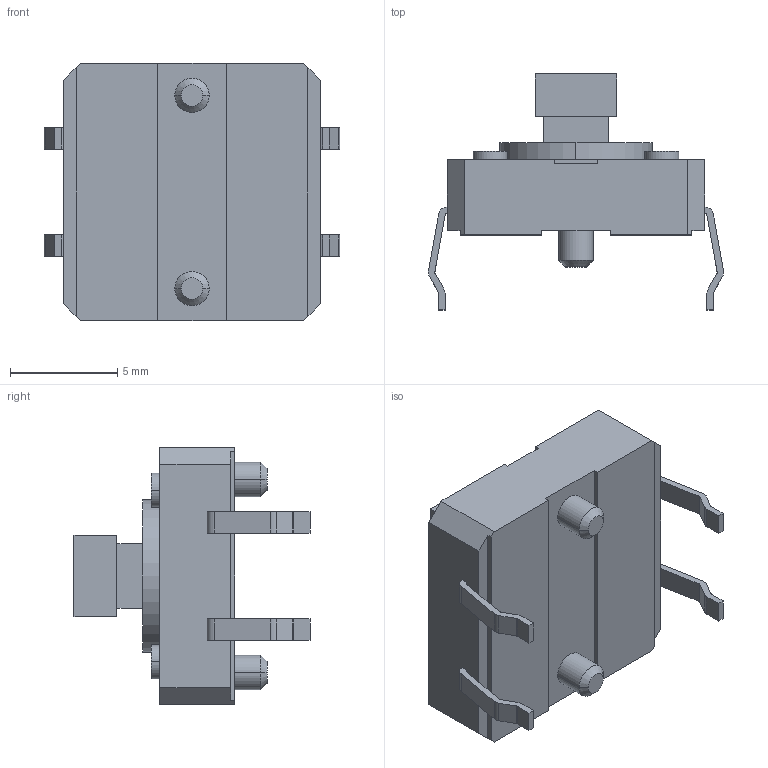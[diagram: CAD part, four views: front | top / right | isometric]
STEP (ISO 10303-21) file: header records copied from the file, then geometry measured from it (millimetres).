
FILE_DESCRIPTION (( 'STEP AP214' ), '1' );
FILE_NAME ('B3F-4055.STEP', '2021-11-05T03:16:06', ( '' ), ( '' ), 'SwSTEP 2.0', 'SolidWorks 2017', '' );
FILE_SCHEMA (( 'AUTOMOTIVE_DESIGN' ));
Length unit declared in the file: millimetre
Products named in the file (1): B3F-4055
Bounding box: 13.76 x 11 x 12 mm (x, y, z)
Volume: 530.2 mm3; surface area: 836.7 mm2
Topology: 7 solids, 7 shells, 183 faces, 471 edges, 312 vertices
Faces by surface type: plane 121, cylinder 56, cone 6
Entity records: 5663 total; most frequent: CARTESIAN_POINT 967, DIRECTION 957, ORIENTED_EDGE 942, EDGE_CURVE 471, LINE 353, VECTOR 353, VERTEX_POINT 312, AXIS2_PLACEMENT_3D 302
